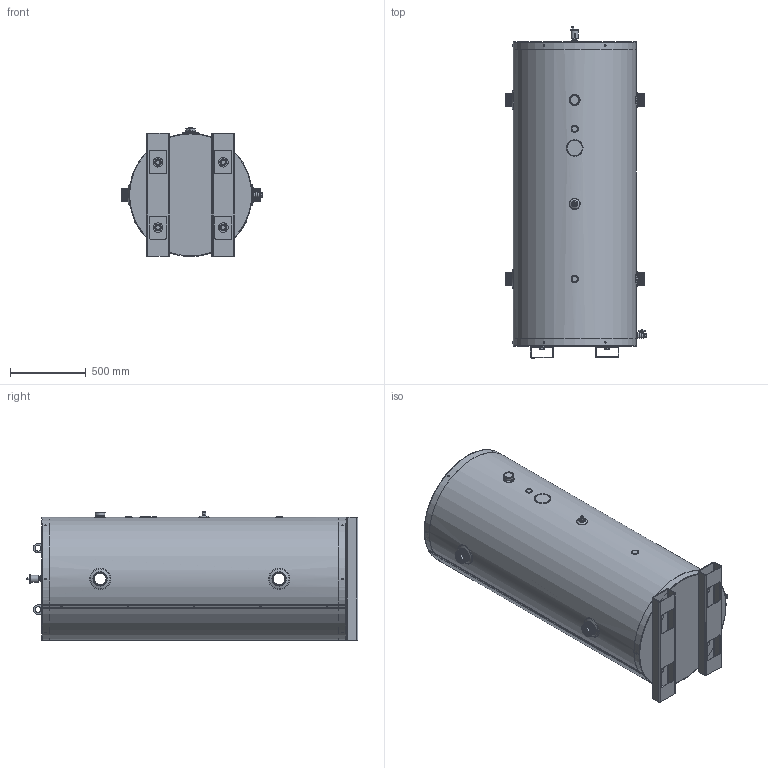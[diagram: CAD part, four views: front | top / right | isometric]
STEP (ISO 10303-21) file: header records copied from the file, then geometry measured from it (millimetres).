
FILE_DESCRIPTION (( 'STEP AP214' ), '1' );
FILE_NAME ('BUFFMAX 175G ASME.STEP', '2017-07-13T20:18:33', ( '' ), ( '' ), 'SwSTEP 2.0', 'SolidWorks 2017', '' );
FILE_SCHEMA (( 'AUTOMOTIVE_DESIGN' ));
Length unit declared in the file: inch
Products named in the file (1): BUFFMAX 175G ASME
Bounding box: 937.58 x 2196.78 x 853.55 mm (x, y, z)
Volume: 10738833.4 mm3; surface area: 15130801.9 mm2
Topology: 62 solids, 62 shells, 2379 faces, 5332 edges, 3146 vertices
Faces by surface type: cone 811, plane 795, cylinder 589, bspline 108, torus 63, sphere 13
Full cylindrical faces by diameter (mm): 3.566 x242, 4.826 x22, 5.105 x12, 9.474 x22, 11.112 x1, 11.113 x1, 12.065 x1, 12.7 x1, 13.97 x1, 14.097 x1, 14.287 x1, 15.037 x1, 18.859 x2, 19.05 x96, 20.625 x4, 21.336 x1, 21.59 x2, 22.035 x2, 23.012 x2, 25.4 x4, 31.75 x4, 33.655 x1, 35.56 x2, 38.1 x5, 44.45 x4, 46.99 x1, 47.625 x2, 55.245 x1, 57.785 x1, 60.325 x1
Entity records: 135801 total; most frequent: CARTESIAN_POINT 56840, DIRECTION 9822, ORIENTED_EDGE 8004, AXIS2_PLACEMENT_3D 4017, EDGE_CURVE 4002, EDGE_LOOP 3844, VERTEX_POINT 3080, FACE_OUTER_BOUND 2913
